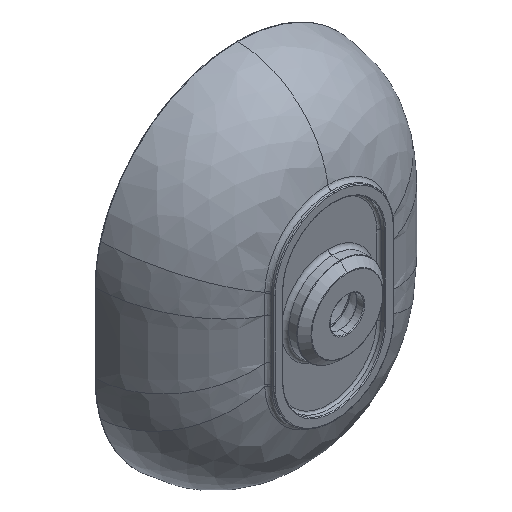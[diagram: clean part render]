
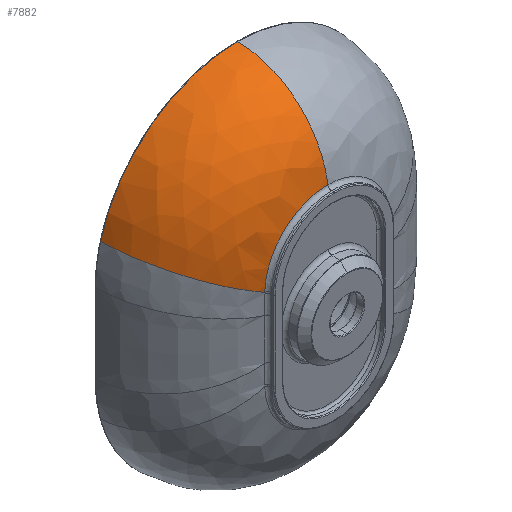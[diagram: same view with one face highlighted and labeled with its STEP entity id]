
A CAD part, isometric view. The second image highlights one B-rep face of the part: STEP entity #7882.
In plain terms, the highlighted free-form (B-spline) face has degree [5, 5] with [7, 9] control points.
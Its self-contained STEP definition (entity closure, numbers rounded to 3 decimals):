
#1875=CARTESIAN_POINT('',(0.,8.524,136.808));
#1877=CARTESIAN_POINT('',(0.,128.992,
242.496));
#1878=CARTESIAN_POINT('',(0.,114.161,
242.374));
#1879=CARTESIAN_POINT('',(0.,84.55,
236.69));
#1880=CARTESIAN_POINT('',(0.,46.526,213.256));
#1881=CARTESIAN_POINT('',(0.,19.435,
178.523));
#1882=CARTESIAN_POINT('',(0.,10.498,150.947));
#1883=CARTESIAN_POINT('',(0.,8.524,136.808));
#1900=CARTESIAN_POINT('',(-183.186,128.963,102.799));
#1901=CARTESIAN_POINT('',(-182.699,128.964,104.574));
#1902=CARTESIAN_POINT('',(-181.644,128.964,108.211));
#1903=CARTESIAN_POINT('',(-179.881,128.966,113.684));
#1904=CARTESIAN_POINT('',(-177.668,128.967,119.869));
#1905=CARTESIAN_POINT('',(-174.999,128.968,126.549));
#1906=CARTESIAN_POINT('',(-171.746,128.97,133.841));
#1907=CARTESIAN_POINT('',(-167.798,128.971,141.735));
#1908=CARTESIAN_POINT('',(-163.006,128.973,150.254));
#1909=CARTESIAN_POINT('',(-157.144,128.975,159.467));
#1910=CARTESIAN_POINT('',(-149.903,128.977,169.454));
#1911=CARTESIAN_POINT('',(-140.918,128.979,180.205));
#1912=CARTESIAN_POINT('',(-129.766,128.981,191.605));
#1913=CARTESIAN_POINT('',(-115.936,128.983,203.428));
#1914=CARTESIAN_POINT('',(-98.854,128.986,215.253));
#1915=CARTESIAN_POINT('',(-78.019,128.988,226.332));
#1916=CARTESIAN_POINT('',(-53.719,128.99,235.4));
#1917=CARTESIAN_POINT('',(-27.127,128.991,241.206));
#1918=CARTESIAN_POINT('',(-9.083,128.992,242.496));
#1919=CARTESIAN_POINT('',(0.,128.992,
242.496));
#1921=CARTESIAN_POINT('',(0.,8.524,136.808));
#1922=CARTESIAN_POINT('',(-4.493,8.524,136.808));
#1923=CARTESIAN_POINT('',(-13.311,8.523,136.067));
#1924=CARTESIAN_POINT('',(-25.408,8.525,133.203));
#1925=CARTESIAN_POINT('',(-37.151,8.528,128.534));
#1926=CARTESIAN_POINT('',(-48.033,8.53,122.157));
#1927=CARTESIAN_POINT('',(-57.853,8.533,114.245));
#1928=CARTESIAN_POINT('',(-66.43,8.537,104.871));
#1929=CARTESIAN_POINT('',(-73.1,8.541,94.947));
#1930=CARTESIAN_POINT('',(-77.782,8.546,85.432));
#1931=CARTESIAN_POINT('',(-80.881,8.55,76.671));
#1932=CARTESIAN_POINT('',(-82.818,8.555,68.651));
#1933=CARTESIAN_POINT('',(-83.888,8.558,61.326));
#1934=CARTESIAN_POINT('',(-84.168,8.561,56.756));
#1935=CARTESIAN_POINT('',(-84.22,8.562,54.573));
#1937=CARTESIAN_POINT('',(-183.186,128.963,102.799));
#1938=CARTESIAN_POINT('',(-182.67,114.138,102.627));
#1939=CARTESIAN_POINT('',(-176.777,84.537,99.867));
#1940=CARTESIAN_POINT('',(-154.661,46.563,89.118));
#1941=CARTESIAN_POINT('',(-122.525,19.516,73.382));
#1942=CARTESIAN_POINT('',(-97.199,10.562,60.947));
#1943=CARTESIAN_POINT('',(-84.22,8.562,54.573));
#1948=CARTESIAN_POINT('',(-183.186,128.963,102.799));
#2408=VERTEX_POINT('',#1875);
#2410=VERTEX_POINT('',#1935);
#2477=VERTEX_POINT('',#1948);
#2479=VERTEX_POINT('',#1919);
#7811=CARTESIAN_POINT('',(4.93,130.752,242.434));
#7812=CARTESIAN_POINT('',(-20.801,130.752,243.102));
#7813=CARTESIAN_POINT('',(-59.073,130.752,237.637));
#7814=CARTESIAN_POINT('',(-101.327,130.752,220.141));
#7815=CARTESIAN_POINT('',(-142.025,130.752,186.573));
#7816=CARTESIAN_POINT('',(-168.905,130.752,142.718));
#7817=CARTESIAN_POINT('',(-178.398,130.752,119.189));
#7818=CARTESIAN_POINT('',(-182.19,130.752,106.892));
#7819=CARTESIAN_POINT('',(-183.878,130.752,100.421));
#7820=CARTESIAN_POINT('',(4.931,112.603,242.545));
#7821=CARTESIAN_POINT('',(-20.806,112.603,243.215));
#7822=CARTESIAN_POINT('',(-59.088,112.603,237.729));
#7823=CARTESIAN_POINT('',(-101.335,112.603,220.158));
#7824=CARTESIAN_POINT('',(-141.953,112.603,186.489));
#7825=CARTESIAN_POINT('',(-168.675,112.603,142.597));
#7826=CARTESIAN_POINT('',(-178.072,112.603,119.078));
#7827=CARTESIAN_POINT('',(-181.812,112.603,106.794));
#7828=CARTESIAN_POINT('',(-183.471,112.603,100.332));
#7829=CARTESIAN_POINT('',(4.787,76.415,236.082));
#7830=CARTESIAN_POINT('',(-20.196,76.415,236.74));
#7831=CARTESIAN_POINT('',(-57.361,76.415,231.351));
#7832=CARTESIAN_POINT('',(-98.319,76.415,214.084));
#7833=CARTESIAN_POINT('',(-137.477,76.415,181.083));
#7834=CARTESIAN_POINT('',(-162.885,76.415,138.289));
#7835=CARTESIAN_POINT('',(-171.684,76.415,115.431));
#7836=CARTESIAN_POINT('',(-175.138,76.415,103.512));
#7837=CARTESIAN_POINT('',(-176.654,76.415,97.249));
#7838=CARTESIAN_POINT('',(4.349,43.431,216.269));
#7839=CARTESIAN_POINT('',(-18.35,43.431,216.881));
#7840=CARTESIAN_POINT('',(-52.124,43.431,211.87));
#7841=CARTESIAN_POINT('',(-89.244,43.431,195.809));
#7842=CARTESIAN_POINT('',(-124.342,43.431,165.211));
#7843=CARTESIAN_POINT('',(-146.447,43.431,125.862));
#7844=CARTESIAN_POINT('',(-153.836,43.431,104.944));
#7845=CARTESIAN_POINT('',(-156.641,43.431,94.068));
#7846=CARTESIAN_POINT('',(-157.837,43.431,88.362));
#7847=CARTESIAN_POINT('',(3.674,20.182,185.622));
#7848=CARTESIAN_POINT('',(-15.499,20.182,186.161));
#7849=CARTESIAN_POINT('',(-44.04,20.182,181.755));
#7850=CARTESIAN_POINT('',(-75.254,20.182,167.633));
#7851=CARTESIAN_POINT('',(-104.18,20.182,140.847));
#7852=CARTESIAN_POINT('',(-121.367,20.182,106.845));
#7853=CARTESIAN_POINT('',(-126.69,20.182,88.906));
#7854=CARTESIAN_POINT('',(-128.549,20.182,79.624));
#7855=CARTESIAN_POINT('',(-129.283,20.182,74.765));
#7856=CARTESIAN_POINT('',(2.897,9.857,150.359));
#7857=CARTESIAN_POINT('',(-12.222,9.857,150.812));
#7858=CARTESIAN_POINT('',(-34.742,9.857,147.11));
#7859=CARTESIAN_POINT('',(-59.168,9.857,135.237));
#7860=CARTESIAN_POINT('',(-81.026,9.857,112.864));
#7861=CARTESIAN_POINT('',(-92.605,9.857,85.021));
#7862=CARTESIAN_POINT('',(-95.582,9.857,70.502));
#7863=CARTESIAN_POINT('',(-96.368,9.857,63.048));
#7864=CARTESIAN_POINT('',(-96.58,9.857,59.161));
#7865=CARTESIAN_POINT('',(2.503,8.,132.461));
#7866=CARTESIAN_POINT('',(-10.558,8.,132.87));
#7867=CARTESIAN_POINT('',(-30.023,8.,129.525));
#7868=CARTESIAN_POINT('',(-51.005,8.,118.796));
#7869=CARTESIAN_POINT('',(-69.275,8.,98.664));
#7870=CARTESIAN_POINT('',(-78.012,8.,73.947));
#7871=CARTESIAN_POINT('',(-79.8,8.,61.164));
#7872=CARTESIAN_POINT('',(-80.043,8.,54.637));
#7873=CARTESIAN_POINT('',(-79.99,8.,51.243));
#7874=B_SPLINE_SURFACE_WITH_KNOTS('',5,5,((#7811,#7812,#7813,#7814,#7815,#7816,
#7817,#7818,#7819),(#7820,#7821,#7822,#7823,#7824,#7825,#7826,#7827,#7828),(
#7829,#7830,#7831,#7832,#7833,#7834,#7835,#7836,#7837),(#7838,#7839,#7840,#7841,
#7842,#7843,#7844,#7845,#7846),(#7847,#7848,#7849,#7850,#7851,#7852,#7853,#7854,
#7855),(#7856,#7857,#7858,#7859,#7860,#7861,#7862,#7863,#7864),(#7865,#7866,
#7867,#7868,#7869,#7870,#7871,#7872,#7873)),.UNSPECIFIED.,.F.,.F.,.F.,(6,1,6),
(6,1,1,1,6),(-0.004,0.5,1.),(-0.004,0.088,
0.132,0.154,0.178),.UNSPECIFIED.);
#7875=ORIENTED_EDGE('',*,*,#7423,.T.);
#7876=ORIENTED_EDGE('',*,*,#7610,.T.);
#7877=ORIENTED_EDGE('',*,*,#7802,.T.);
#7879=ORIENTED_EDGE('',*,*,#7878,.F.);
#7880=EDGE_LOOP('',(#7875,#7876,#7877,#7879));
#7881=FACE_OUTER_BOUND('',#7880,.F.);
#7882=ADVANCED_FACE('',(#7881),#7874,.F.);
#1884=B_SPLINE_CURVE_WITH_KNOTS('',3,(#1877,#1878,#1879,#1880,#1881,#1882,
#1883),.UNSPECIFIED.,.F.,.F.,(4,1,1,1,4),(0.,0.255,
0.51,0.755,1.),.UNSPECIFIED.);
#1920=B_SPLINE_CURVE_WITH_KNOTS('',3,(#1900,#1901,#1902,#1903,#1904,#1905,#1906,
#1907,#1908,#1909,#1910,#1911,#1912,#1913,#1914,#1915,#1916,#1917,#1918,#1919),
.UNSPECIFIED.,.F.,.F.,(4,1,1,1,1,1,1,1,1,1,1,1,1,1,1,1,1,4),(0.,
0.059,0.118,0.176,0.235,
0.294,0.353,0.412,0.471,
0.529,0.588,0.647,0.706,
0.765,0.824,0.882,0.941,1.),
.UNSPECIFIED.);
#1936=B_SPLINE_CURVE_WITH_KNOTS('',3,(#1921,#1922,#1923,#1924,#1925,#1926,#1927,
#1928,#1929,#1930,#1931,#1932,#1933,#1934,#1935),.UNSPECIFIED.,.F.,.F.,(4,1,1,1,
1,1,1,1,1,1,1,1,4),(0.,0.083,0.167,0.25,
0.333,0.417,0.5,0.583,0.667,
0.75,0.833,0.917,1.),.UNSPECIFIED.);
#1944=B_SPLINE_CURVE_WITH_KNOTS('',3,(#1937,#1938,#1939,#1940,#1941,#1942,
#1943),.UNSPECIFIED.,.F.,.F.,(4,1,1,1,4),(0.,0.255,
0.51,0.755,1.),.UNSPECIFIED.);
#7423=EDGE_CURVE('',#2477,#2479,#1920,.T.);
#7610=EDGE_CURVE('',#2479,#2408,#1884,.T.);
#7802=EDGE_CURVE('',#2408,#2410,#1936,.T.);
#7878=EDGE_CURVE('',#2477,#2410,#1944,.T.);
